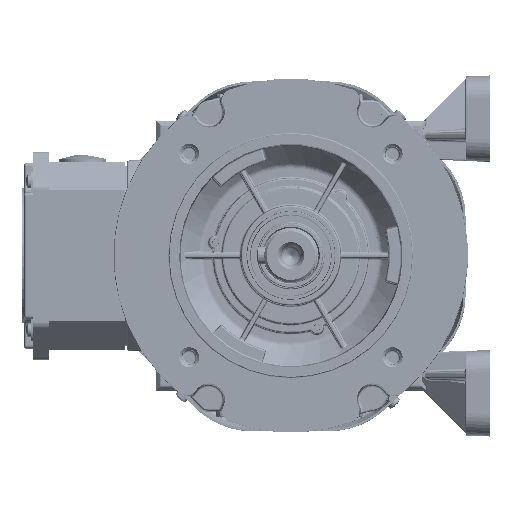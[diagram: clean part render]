
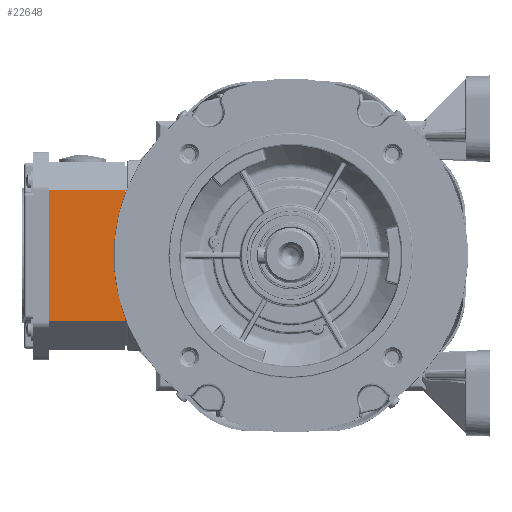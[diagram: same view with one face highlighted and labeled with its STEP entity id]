
A CAD part, top view. The second image highlights one B-rep face of the part: STEP entity #22648.
In plain terms, the highlighted planar face has unit normal (0, 0, 1).
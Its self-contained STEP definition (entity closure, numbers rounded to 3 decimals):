
#22648=ADVANCED_FACE('3-0-10545',(#33825),#28188,.T.);
#28188=PLANE('',#159840);
#33825=FACE_OUTER_BOUND('',#43172,.T.);
#43172=EDGE_LOOP('',(#69173,#69174,#69175,#69176));
#69173=ORIENTED_EDGE('',*,*,#116071,.T.);
#69174=ORIENTED_EDGE('',*,*,#116047,.F.);
#69175=ORIENTED_EDGE('',*,*,#116072,.T.);
#69176=ORIENTED_EDGE('',*,*,#116060,.T.);
#97708=VERTEX_POINT('',#281109);
#97715=VERTEX_POINT('',#281122);
#97725=VERTEX_POINT('',#281153);
#97726=VERTEX_POINT('',#281155);
#116047=EDGE_CURVE('',#97715,#97708,#140654,.T.);
#116060=EDGE_CURVE('',#97726,#97725,#140666,.T.);
#116071=EDGE_CURVE('',#97725,#97708,#140677,.T.);
#116072=EDGE_CURVE('',#97715,#97726,#140678,.T.);
#140654=LINE('',#281123,#147845);
#140666=LINE('',#281154,#147857);
#140677=LINE('',#281173,#147868);
#140678=LINE('',#281175,#147869);
#147845=VECTOR('',#187900,1.);
#147857=VECTOR('',#187922,1.);
#147868=VECTOR('',#187937,1.);
#147869=VECTOR('',#187940,1.);
#159840=AXIS2_PLACEMENT_3D('',#281176,#187941,#187942);
#187900=DIRECTION('',(0.,-1.,0.));
#187922=DIRECTION('',(0.,-1.,0.));
#187937=DIRECTION('',(1.,0.,0.));
#187940=DIRECTION('',(-1.,0.,0.));
#187941=DIRECTION('',(0.,0.,1.));
#187942=DIRECTION('',(0.,-1.,0.));
#281109=CARTESIAN_POINT('',(-75.,-29.625,28.5));
#281122=CARTESIAN_POINT('',(-75.,29.625,28.5));
#281123=CARTESIAN_POINT('',(-75.,29.625,28.5));
#281153=CARTESIAN_POINT('',(-110.5,-29.625,28.5));
#281154=CARTESIAN_POINT('',(-110.5,29.625,28.5));
#281155=CARTESIAN_POINT('',(-110.5,29.625,28.5));
#281173=CARTESIAN_POINT('',(-110.5,-29.625,28.5));
#281175=CARTESIAN_POINT('',(-75.,29.625,28.5));
#281176=CARTESIAN_POINT('',(-111.5,39.5,28.5));
